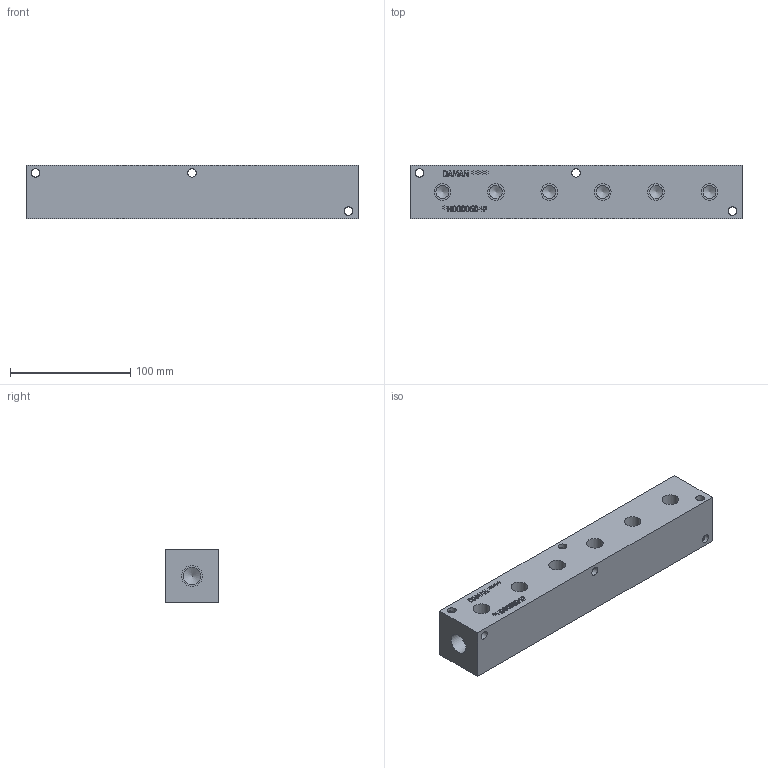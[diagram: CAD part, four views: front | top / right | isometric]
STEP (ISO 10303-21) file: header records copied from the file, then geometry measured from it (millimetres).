
FILE_DESCRIPTION(/* description */ (''),/* implementation_level */ '2;1');
FILE_NAME(/* name */ '_H0000604P.stp',/* time_stamp */ '2022-06-07T09:56:39-04:00',/* author */ ('bobbyh'),/* organization */ (''),/* preprocessor_version */ 'ST-DEVELOPER v18',/* originating_system */ 'Autodesk Inventor 2020',/* authorisation */ '');
FILE_SCHEMA (('AUTOMOTIVE_DESIGN { 1 0 10303 214 3 1 1 }'));
Length unit declared in the file: millimetre
Products named in the file (1): Part_+H0000604P_3D
Bounding box: 276.23 x 44.45 x 44.45 mm (x, y, z)
Volume: 518665.6 mm3; surface area: 62460.1 mm2
Topology: 1 solids, 1 shells, 352 faces, 958 edges, 640 vertices
Faces by surface type: plane 221, bspline 95, cylinder 28, cone 8
Full cylindrical faces by diameter (mm): 7.137 x12, 10.719 x6, 13.868 x6, 14.3 x2, 17.297 x2
Entity records: 11861 total; most frequent: CARTESIAN_POINT 3178, ORIENTED_EDGE 1900, DIRECTION 1362, EDGE_CURVE 950, LINE 674, VECTOR 674, VERTEX_POINT 640, EDGE_LOOP 410
